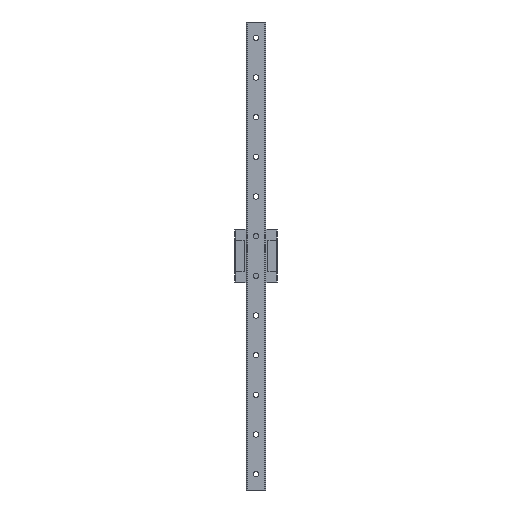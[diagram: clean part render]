
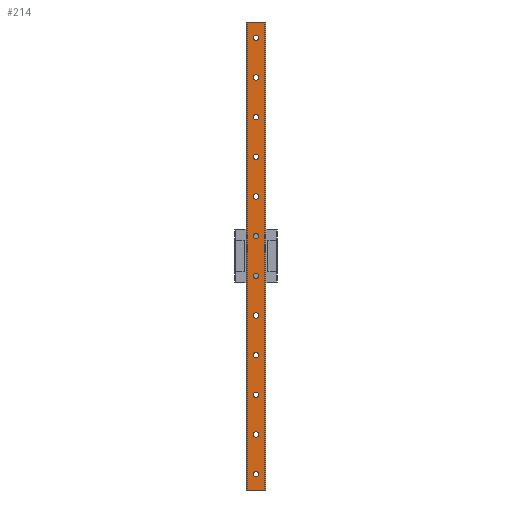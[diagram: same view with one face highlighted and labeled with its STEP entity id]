
A CAD part, front view. The second image highlights one B-rep face of the part: STEP entity #214.
In plain terms, the highlighted planar face has unit normal (0, -1, 0).
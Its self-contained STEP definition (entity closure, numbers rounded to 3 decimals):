
#214 = ADVANCED_FACE( '', ( #607, #608, #609, #610, #611, #612, #613, #614, #615, #616, #617, #618, #619 ), #620, .F. );
#607 = FACE_BOUND( '', #1288, .T. );
#608 = FACE_BOUND( '', #1289, .T. );
#609 = FACE_BOUND( '', #1290, .T. );
#610 = FACE_BOUND( '', #1291, .T. );
#611 = FACE_BOUND( '', #1292, .T. );
#612 = FACE_BOUND( '', #1293, .T. );
#613 = FACE_BOUND( '', #1294, .T. );
#614 = FACE_BOUND( '', #1295, .T. );
#615 = FACE_BOUND( '', #1296, .T. );
#616 = FACE_BOUND( '', #1297, .T. );
#617 = FACE_BOUND( '', #1298, .T. );
#618 = FACE_BOUND( '', #1299, .T. );
#619 = FACE_OUTER_BOUND( '', #1300, .T. );
#620 = PLANE( '', #1301 );
#1288 = EDGE_LOOP( '', ( #2125 ) );
#1289 = EDGE_LOOP( '', ( #2126 ) );
#1290 = EDGE_LOOP( '', ( #2127 ) );
#1291 = EDGE_LOOP( '', ( #2128 ) );
#1292 = EDGE_LOOP( '', ( #2129 ) );
#1293 = EDGE_LOOP( '', ( #2130 ) );
#1294 = EDGE_LOOP( '', ( #2131 ) );
#1295 = EDGE_LOOP( '', ( #2132 ) );
#1296 = EDGE_LOOP( '', ( #2133 ) );
#1297 = EDGE_LOOP( '', ( #2134 ) );
#1298 = EDGE_LOOP( '', ( #2135 ) );
#1299 = EDGE_LOOP( '', ( #2136 ) );
#1300 = EDGE_LOOP( '', ( #2137, #2138, #2139, #2140 ) );
#1301 = AXIS2_PLACEMENT_3D( '', #2141, #2142, #2143 );
#2125 = ORIENTED_EDGE( '', *, *, #4395, .F. );
#2126 = ORIENTED_EDGE( '', *, *, #4392, .F. );
#2127 = ORIENTED_EDGE( '', *, *, #4389, .F. );
#2128 = ORIENTED_EDGE( '', *, *, #4386, .F. );
#2129 = ORIENTED_EDGE( '', *, *, #4383, .F. );
#2130 = ORIENTED_EDGE( '', *, *, #4380, .F. );
#2131 = ORIENTED_EDGE( '', *, *, #4377, .F. );
#2132 = ORIENTED_EDGE( '', *, *, #4374, .F. );
#2133 = ORIENTED_EDGE( '', *, *, #4371, .F. );
#2134 = ORIENTED_EDGE( '', *, *, #4368, .F. );
#2135 = ORIENTED_EDGE( '', *, *, #4365, .F. );
#2136 = ORIENTED_EDGE( '', *, *, #4362, .F. );
#2137 = ORIENTED_EDGE( '', *, *, #4350, .T. );
#2138 = ORIENTED_EDGE( '', *, *, #4396, .F. );
#2139 = ORIENTED_EDGE( '', *, *, #4333, .F. );
#2140 = ORIENTED_EDGE( '', *, *, #4397, .T. );
#2141 = CARTESIAN_POINT( '', ( -5.5, 0., 147.5 ) );
#2142 = DIRECTION( '', ( 0., 1., 0. ) );
#2143 = DIRECTION( '', ( 0., 0., 1. ) );
#4333 = EDGE_CURVE( '', #5154, #5156, #5157, .T. );
#4350 = EDGE_CURVE( '', #5187, #5185, #5188, .T. );
#4362 = EDGE_CURVE( '', #5210, #5210, #5211, .T. );
#4365 = EDGE_CURVE( '', #5216, #5216, #5217, .T. );
#4368 = EDGE_CURVE( '', #5222, #5222, #5223, .T. );
#4371 = EDGE_CURVE( '', #5228, #5228, #5229, .T. );
#4374 = EDGE_CURVE( '', #5234, #5234, #5235, .T. );
#4377 = EDGE_CURVE( '', #5240, #5240, #5241, .T. );
#4380 = EDGE_CURVE( '', #5246, #5246, #5247, .T. );
#4383 = EDGE_CURVE( '', #5252, #5252, #5253, .T. );
#4386 = EDGE_CURVE( '', #5258, #5258, #5259, .T. );
#4389 = EDGE_CURVE( '', #5264, #5264, #5265, .T. );
#4392 = EDGE_CURVE( '', #5270, #5270, #5271, .T. );
#4395 = EDGE_CURVE( '', #5276, #5276, #5277, .T. );
#4396 = EDGE_CURVE( '', #5156, #5185, #5278, .T. );
#4397 = EDGE_CURVE( '', #5154, #5187, #5279, .T. );
#5154 = VERTEX_POINT( '', #6504 );
#5156 = VERTEX_POINT( '', #6507 );
#5157 = LINE( '', #6508, #6509 );
#5185 = VERTEX_POINT( '', #6550 );
#5187 = VERTEX_POINT( '', #6553 );
#5188 = LINE( '', #6554, #6555 );
#5210 = VERTEX_POINT( '', #6584 );
#5211 = CIRCLE( '', #6585, 1.75 );
#5216 = VERTEX_POINT( '', #6590 );
#5217 = CIRCLE( '', #6591, 1.75 );
#5222 = VERTEX_POINT( '', #6596 );
#5223 = CIRCLE( '', #6597, 1.75 );
#5228 = VERTEX_POINT( '', #6602 );
#5229 = CIRCLE( '', #6603, 1.75 );
#5234 = VERTEX_POINT( '', #6608 );
#5235 = CIRCLE( '', #6609, 1.75 );
#5240 = VERTEX_POINT( '', #6614 );
#5241 = CIRCLE( '', #6615, 1.75 );
#5246 = VERTEX_POINT( '', #6620 );
#5247 = CIRCLE( '', #6621, 1.75 );
#5252 = VERTEX_POINT( '', #6626 );
#5253 = CIRCLE( '', #6627, 1.75 );
#5258 = VERTEX_POINT( '', #6632 );
#5259 = CIRCLE( '', #6633, 1.75 );
#5264 = VERTEX_POINT( '', #6638 );
#5265 = CIRCLE( '', #6639, 1.75 );
#5270 = VERTEX_POINT( '', #6644 );
#5271 = CIRCLE( '', #6645, 1.75 );
#5276 = VERTEX_POINT( '', #6650 );
#5277 = CIRCLE( '', #6651, 1.75 );
#5278 = LINE( '', #6652, #6653 );
#5279 = LINE( '', #6654, #6655 );
#6504 = CARTESIAN_POINT( '', ( -5.5, 0., 147.5 ) );
#6507 = CARTESIAN_POINT( '', ( 5.5, 0., 147.5 ) );
#6508 = CARTESIAN_POINT( '', ( -5.5, 0., 147.5 ) );
#6509 = VECTOR( '', #8429, 1000. );
#6550 = CARTESIAN_POINT( '', ( 5.5, 0., -147.5 ) );
#6553 = CARTESIAN_POINT( '', ( -5.5, 0., -147.5 ) );
#6554 = CARTESIAN_POINT( '', ( -5.5, 0., -147.5 ) );
#6555 = VECTOR( '', #8450, 1000. );
#6584 = CARTESIAN_POINT( '', ( 0., 0., -139.25 ) );
#6585 = AXIS2_PLACEMENT_3D( '', #8470, #8471, #8472 );
#6590 = CARTESIAN_POINT( '', ( 0., 0., -114.25 ) );
#6591 = AXIS2_PLACEMENT_3D( '', #8479, #8480, #8481 );
#6596 = CARTESIAN_POINT( '', ( 0., 0., -89.25 ) );
#6597 = AXIS2_PLACEMENT_3D( '', #8488, #8489, #8490 );
#6602 = CARTESIAN_POINT( '', ( 0., 0., -64.25 ) );
#6603 = AXIS2_PLACEMENT_3D( '', #8497, #8498, #8499 );
#6608 = CARTESIAN_POINT( '', ( 0., 0., -39.25 ) );
#6609 = AXIS2_PLACEMENT_3D( '', #8506, #8507, #8508 );
#6614 = CARTESIAN_POINT( '', ( 0., 0., -14.25 ) );
#6615 = AXIS2_PLACEMENT_3D( '', #8515, #8516, #8517 );
#6620 = CARTESIAN_POINT( '', ( 0., 0., 10.75 ) );
#6621 = AXIS2_PLACEMENT_3D( '', #8524, #8525, #8526 );
#6626 = CARTESIAN_POINT( '', ( 0., 0., 35.75 ) );
#6627 = AXIS2_PLACEMENT_3D( '', #8533, #8534, #8535 );
#6632 = CARTESIAN_POINT( '', ( 0., 0., 60.75 ) );
#6633 = AXIS2_PLACEMENT_3D( '', #8542, #8543, #8544 );
#6638 = CARTESIAN_POINT( '', ( 0., 0., 85.75 ) );
#6639 = AXIS2_PLACEMENT_3D( '', #8551, #8552, #8553 );
#6644 = CARTESIAN_POINT( '', ( 0., 0., 110.75 ) );
#6645 = AXIS2_PLACEMENT_3D( '', #8560, #8561, #8562 );
#6650 = CARTESIAN_POINT( '', ( 0., 0., 135.75 ) );
#6651 = AXIS2_PLACEMENT_3D( '', #8569, #8570, #8571 );
#6652 = CARTESIAN_POINT( '', ( 5.5, 0., 147.5 ) );
#6653 = VECTOR( '', #8572, 1000. );
#6654 = CARTESIAN_POINT( '', ( -5.5, 0., 147.5 ) );
#6655 = VECTOR( '', #8573, 1000. );
#8429 = DIRECTION( '', ( 1., 0., 0. ) );
#8450 = DIRECTION( '', ( 1., 0., 0. ) );
#8470 = CARTESIAN_POINT( '', ( 0., 0., -137.5 ) );
#8471 = DIRECTION( '', ( 0., -1., 0. ) );
#8472 = DIRECTION( '', ( 0., 0., -1. ) );
#8479 = CARTESIAN_POINT( '', ( 0., 0., -112.5 ) );
#8480 = DIRECTION( '', ( 0., -1., 0. ) );
#8481 = DIRECTION( '', ( 0., 0., -1. ) );
#8488 = CARTESIAN_POINT( '', ( 0., 0., -87.5 ) );
#8489 = DIRECTION( '', ( 0., -1., 0. ) );
#8490 = DIRECTION( '', ( 0., 0., -1. ) );
#8497 = CARTESIAN_POINT( '', ( 0., 0., -62.5 ) );
#8498 = DIRECTION( '', ( 0., -1., 0. ) );
#8499 = DIRECTION( '', ( 0., 0., -1. ) );
#8506 = CARTESIAN_POINT( '', ( 0., 0., -37.5 ) );
#8507 = DIRECTION( '', ( 0., -1., 0. ) );
#8508 = DIRECTION( '', ( 0., 0., -1. ) );
#8515 = CARTESIAN_POINT( '', ( 0., 0., -12.5 ) );
#8516 = DIRECTION( '', ( 0., -1., 0. ) );
#8517 = DIRECTION( '', ( 0., 0., -1. ) );
#8524 = CARTESIAN_POINT( '', ( 0., 0., 12.5 ) );
#8525 = DIRECTION( '', ( 0., -1., 0. ) );
#8526 = DIRECTION( '', ( 0., 0., -1. ) );
#8533 = CARTESIAN_POINT( '', ( 0., 0., 37.5 ) );
#8534 = DIRECTION( '', ( 0., -1., 0. ) );
#8535 = DIRECTION( '', ( 0., 0., -1. ) );
#8542 = CARTESIAN_POINT( '', ( 0., 0., 62.5 ) );
#8543 = DIRECTION( '', ( 0., -1., 0. ) );
#8544 = DIRECTION( '', ( 0., 0., -1. ) );
#8551 = CARTESIAN_POINT( '', ( 0., 0., 87.5 ) );
#8552 = DIRECTION( '', ( 0., -1., 0. ) );
#8553 = DIRECTION( '', ( 0., 0., -1. ) );
#8560 = CARTESIAN_POINT( '', ( 0., 0., 112.5 ) );
#8561 = DIRECTION( '', ( 0., -1., 0. ) );
#8562 = DIRECTION( '', ( 0., 0., -1. ) );
#8569 = CARTESIAN_POINT( '', ( 0., 0., 137.5 ) );
#8570 = DIRECTION( '', ( 0., -1., 0. ) );
#8571 = DIRECTION( '', ( 0., 0., -1. ) );
#8572 = DIRECTION( '', ( 0., 0., -1. ) );
#8573 = DIRECTION( '', ( 0., 0., -1. ) );
